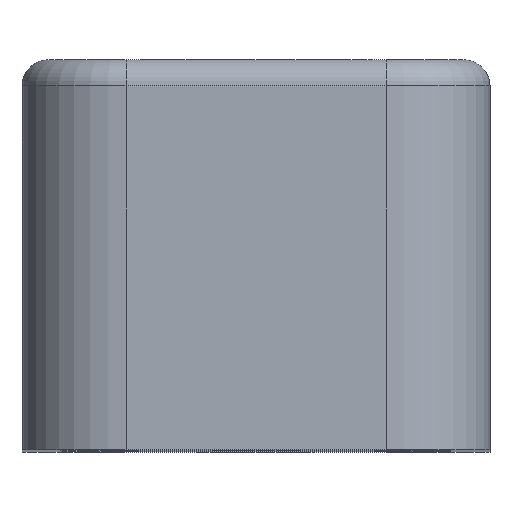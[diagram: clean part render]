
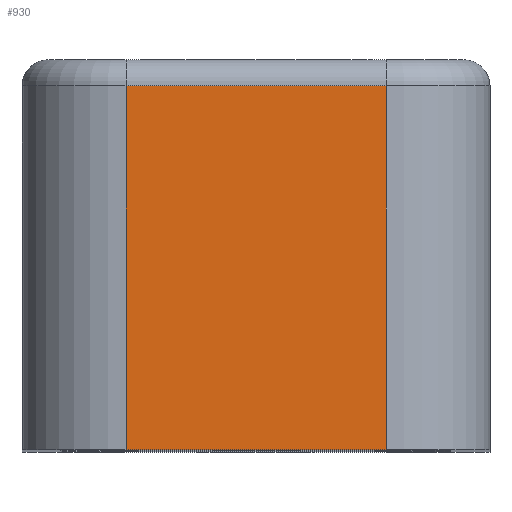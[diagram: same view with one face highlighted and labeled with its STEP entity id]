
A CAD part, top view. The second image highlights one B-rep face of the part: STEP entity #930.
In plain terms, the highlighted planar face has unit normal (0, 0, 1).
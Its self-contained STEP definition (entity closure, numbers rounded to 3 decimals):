
#46=PLANE('',#1062);
#97=FACE_OUTER_BOUND('',#155,.T.);
#155=EDGE_LOOP('',(#850,#851,#852,#853));
#215=LINE('',#1579,#291);
#228=LINE('',#1621,#304);
#230=LINE('',#1626,#306);
#231=LINE('',#1629,#307);
#291=VECTOR('',#1296,10.);
#304=VECTOR('',#1345,10.);
#306=VECTOR('',#1351,10.);
#307=VECTOR('',#1356,10.);
#438=VERTEX_POINT('',#1573);
#439=VERTEX_POINT('',#1577);
#450=VERTEX_POINT('',#1619);
#451=VERTEX_POINT('',#1625);
#560=EDGE_CURVE('',#438,#439,#215,.T.);
#581=EDGE_CURVE('',#450,#438,#228,.T.);
#583=EDGE_CURVE('',#439,#451,#230,.T.);
#585=EDGE_CURVE('',#450,#451,#231,.T.);
#850=ORIENTED_EDGE('',*,*,#560,.F.);
#851=ORIENTED_EDGE('',*,*,#581,.F.);
#852=ORIENTED_EDGE('',*,*,#585,.T.);
#853=ORIENTED_EDGE('',*,*,#583,.F.);
#930=ADVANCED_FACE('',(#97),#46,.T.);
#1062=AXIS2_PLACEMENT_3D('',#1630,#1357,#1358);
#1296=DIRECTION('',(1.,0.,0.));
#1345=DIRECTION('',(0.,1.,0.));
#1351=DIRECTION('',(0.,-1.,0.));
#1356=DIRECTION('',(1.,0.,0.));
#1357=DIRECTION('center_axis',(0.,0.,1.));
#1358=DIRECTION('ref_axis',(1.,0.,0.));
#1573=CARTESIAN_POINT('',(-5.,6.5,29.));
#1577=CARTESIAN_POINT('',(5.,6.5,29.));
#1579=CARTESIAN_POINT('',(4.5,6.5,29.));
#1619=CARTESIAN_POINT('',(-5.,-7.5,29.));
#1621=CARTESIAN_POINT('',(-5.,3.75,29.));
#1625=CARTESIAN_POINT('',(5.,-7.5,29.));
#1626=CARTESIAN_POINT('',(5.,-3.75,29.));
#1629=CARTESIAN_POINT('',(9.,-7.5,29.));
#1630=CARTESIAN_POINT('Origin',(0.,0.,29.));
